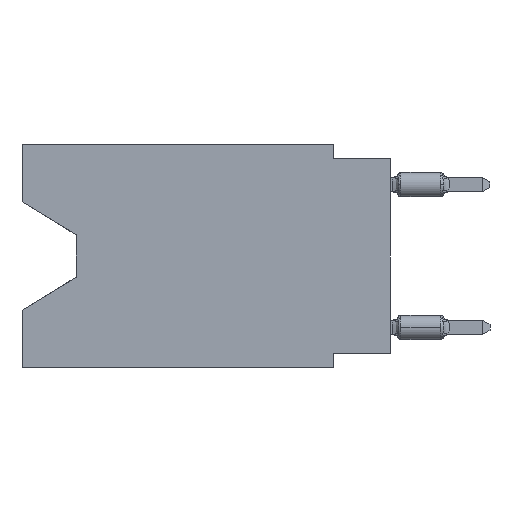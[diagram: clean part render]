
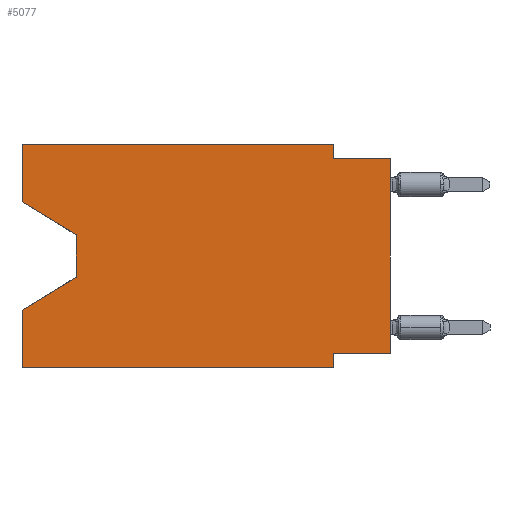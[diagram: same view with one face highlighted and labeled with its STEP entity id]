
A CAD part, left-side view. The second image highlights one B-rep face of the part: STEP entity #5077.
In plain terms, the highlighted planar face has unit normal (-1, 0, 0).
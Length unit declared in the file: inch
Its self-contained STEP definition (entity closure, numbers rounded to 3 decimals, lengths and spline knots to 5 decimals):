
#1024 = CARTESIAN_POINT ( 'NONE',  ( 0., 0.55, -0.232 ) ) ;
#2797 = DIRECTION ( 'NONE',  ( 0., 0., -1. ) ) ;
#2936 = ORIENTED_EDGE ( 'NONE', *, *, #3946, .F. ) ;
#3152 = CARTESIAN_POINT ( 'NONE',  ( 0., 0.55, -0.158 ) ) ;
#3437 = LINE ( 'NONE', #21709, #24372 ) ;
#3946 = EDGE_CURVE ( 'NONE', #36850, #48869, #49752, .T. ) ;
#4672 = EDGE_CURVE ( 'NONE', #18383, #18179, #18402, .T. ) ;
#4717 = DIRECTION ( 'NONE',  ( 0., 0., 1. ) ) ;
#5077 = ADVANCED_FACE ( 'NONE', ( #24967 ), #38758, .F. ) ;
#5290 = ORIENTED_EDGE ( 'NONE', *, *, #13367, .T. ) ;
#7653 = DIRECTION ( 'NONE',  ( 0., 0., -1. ) ) ;
#7747 = VERTEX_POINT ( 'NONE', #1024 ) ;
#7858 = VECTOR ( 'NONE', #7653, 39.37008 ) ;
#9235 = EDGE_CURVE ( 'NONE', #54609, #24364, #57943, .T. ) ;
#9765 = EDGE_CURVE ( 'NONE', #49912, #51939, #17976, .T. ) ;
#10028 = DIRECTION ( 'NONE',  ( 0., 0., -1. ) ) ;
#10153 = CARTESIAN_POINT ( 'NONE',  ( 0., 0.1, -0.39 ) ) ;
#10304 = DIRECTION ( 'NONE',  ( 0., -1., 0. ) ) ;
#13367 = EDGE_CURVE ( 'NONE', #54609, #48869, #24960, .T. ) ;
#13469 = DIRECTION ( 'NONE',  ( 0., 0., -1. ) ) ;
#15721 = VECTOR ( 'NONE', #23706, 39.37008 ) ;
#16269 = CARTESIAN_POINT ( 'NONE',  ( 0., 0.645, 0. ) ) ;
#16363 = VECTOR ( 'NONE', #45894, 39.37008 ) ;
#17566 = VERTEX_POINT ( 'NONE', #23633 ) ;
#17811 = DIRECTION ( 'NONE',  ( 0., -0.855, -0.519 ) ) ;
#17976 = LINE ( 'NONE', #26991, #39769 ) ;
#18179 = VERTEX_POINT ( 'NONE', #3152 ) ;
#18378 = VECTOR ( 'NONE', #17811, 39.37008 ) ;
#18383 = VERTEX_POINT ( 'NONE', #56150 ) ;
#18402 = LINE ( 'NONE', #22916, #18378 ) ;
#18459 = CARTESIAN_POINT ( 'NONE',  ( 0., 0.645, 0. ) ) ;
#18643 = VECTOR ( 'NONE', #35150, 39.37008 ) ;
#21414 = LINE ( 'NONE', #48706, #7858 ) ;
#21709 = CARTESIAN_POINT ( 'NONE',  ( 0., 0., 0. ) ) ;
#22001 = EDGE_CURVE ( 'NONE', #51939, #51131, #21414, .T. ) ;
#22277 = VECTOR ( 'NONE', #10028, 39.37008 ) ;
#22916 = CARTESIAN_POINT ( 'NONE',  ( 0., 0.645, -0.10025 ) ) ;
#23119 = CARTESIAN_POINT ( 'NONE',  ( 0., 0., -0.365 ) ) ;
#23633 = CARTESIAN_POINT ( 'NONE',  ( 0., 0., -0.025 ) ) ;
#23706 = DIRECTION ( 'NONE',  ( 0., -1., 0. ) ) ;
#24364 = VERTEX_POINT ( 'NONE', #50153 ) ;
#24372 = VECTOR ( 'NONE', #40011, 39.37008 ) ;
#24960 = LINE ( 'NONE', #46571, #58991 ) ;
#24967 = FACE_OUTER_BOUND ( 'NONE', #28853, .T. ) ;
#26991 = CARTESIAN_POINT ( 'NONE',  ( 0., 0.645, 0. ) ) ;
#27204 = ORIENTED_EDGE ( 'NONE', *, *, #9765, .F. ) ;
#28853 = EDGE_LOOP ( 'NONE', ( #57091, #55960, #31638, #55691, #5290, #2936, #50494, #37895, #58222, #44222, #27204, #41124 ) ) ;
#30655 = CARTESIAN_POINT ( 'NONE',  ( 0., 0.645, 0. ) ) ;
#31638 = ORIENTED_EDGE ( 'NONE', *, *, #33572, .T. ) ;
#32400 = LINE ( 'NONE', #32973, #15721 ) ;
#32790 = CARTESIAN_POINT ( 'NONE',  ( 0., 0.55, -0.158 ) ) ;
#32973 = CARTESIAN_POINT ( 'NONE',  ( 0., 0., -0.025 ) ) ;
#33253 = CARTESIAN_POINT ( 'NONE',  ( 0., 0.1, -0.025 ) ) ;
#33572 = EDGE_CURVE ( 'NONE', #7747, #24364, #59087, .T. ) ;
#35105 = CARTESIAN_POINT ( 'NONE',  ( 0., 0.55, -0.232 ) ) ;
#35150 = DIRECTION ( 'NONE',  ( 0., 0., 1. ) ) ;
#36454 = LINE ( 'NONE', #18459, #56654 ) ;
#36850 = VERTEX_POINT ( 'NONE', #58457 ) ;
#37895 = ORIENTED_EDGE ( 'NONE', *, *, #48368, .T. ) ;
#37973 = CARTESIAN_POINT ( 'NONE',  ( 0., 0.645, -0.39 ) ) ;
#38758 = PLANE ( 'NONE',  #39905 ) ;
#39769 = VECTOR ( 'NONE', #41068, 39.37008 ) ;
#39905 = AXIS2_PLACEMENT_3D ( 'NONE', #57046, #48354, #2797 ) ;
#40011 = DIRECTION ( 'NONE',  ( 0., 0., 1. ) ) ;
#40588 = EDGE_CURVE ( 'NONE', #18179, #7747, #45722, .T. ) ;
#41068 = DIRECTION ( 'NONE',  ( 0., -1., 0. ) ) ;
#41124 = ORIENTED_EDGE ( 'NONE', *, *, #49289, .F. ) ;
#41585 = CARTESIAN_POINT ( 'NONE',  ( 0., 0., -0.365 ) ) ;
#42027 = VERTEX_POINT ( 'NONE', #41585 ) ;
#44222 = ORIENTED_EDGE ( 'NONE', *, *, #22001, .F. ) ;
#45722 = LINE ( 'NONE', #32790, #22277 ) ;
#45894 = DIRECTION ( 'NONE',  ( 0., 0.855, -0.519 ) ) ;
#46571 = CARTESIAN_POINT ( 'NONE',  ( 0., 0.645, -0.39 ) ) ;
#48354 = DIRECTION ( 'NONE',  ( 1., 0., 0. ) ) ;
#48368 = EDGE_CURVE ( 'NONE', #42027, #17566, #3437, .T. ) ;
#48706 = CARTESIAN_POINT ( 'NONE',  ( 0., 0.1, 0. ) ) ;
#48869 = VERTEX_POINT ( 'NONE', #10153 ) ;
#49289 = EDGE_CURVE ( 'NONE', #18383, #49912, #36454, .T. ) ;
#49752 = LINE ( 'NONE', #54251, #50310 ) ;
#49912 = VERTEX_POINT ( 'NONE', #16269 ) ;
#50153 = CARTESIAN_POINT ( 'NONE',  ( 0., 0.645, -0.28975 ) ) ;
#50310 = VECTOR ( 'NONE', #13469, 39.37008 ) ;
#50494 = ORIENTED_EDGE ( 'NONE', *, *, #52153, .F. ) ;
#50981 = DIRECTION ( 'NONE',  ( 0., 1., 0. ) ) ;
#51131 = VERTEX_POINT ( 'NONE', #33253 ) ;
#51268 = LINE ( 'NONE', #23119, #54009 ) ;
#51939 = VERTEX_POINT ( 'NONE', #58507 ) ;
#52153 = EDGE_CURVE ( 'NONE', #42027, #36850, #51268, .T. ) ;
#52158 = EDGE_CURVE ( 'NONE', #51131, #17566, #32400, .T. ) ;
#54009 = VECTOR ( 'NONE', #50981, 39.37008 ) ;
#54251 = CARTESIAN_POINT ( 'NONE',  ( 0., 0.1, -0.39 ) ) ;
#54609 = VERTEX_POINT ( 'NONE', #37973 ) ;
#55691 = ORIENTED_EDGE ( 'NONE', *, *, #9235, .F. ) ;
#55960 = ORIENTED_EDGE ( 'NONE', *, *, #40588, .T. ) ;
#56150 = CARTESIAN_POINT ( 'NONE',  ( 0., 0.645, -0.10025 ) ) ;
#56654 = VECTOR ( 'NONE', #4717, 39.37008 ) ;
#57046 = CARTESIAN_POINT ( 'NONE',  ( 0., 0.645, 0. ) ) ;
#57091 = ORIENTED_EDGE ( 'NONE', *, *, #4672, .T. ) ;
#57943 = LINE ( 'NONE', #30655, #18643 ) ;
#58222 = ORIENTED_EDGE ( 'NONE', *, *, #52158, .F. ) ;
#58457 = CARTESIAN_POINT ( 'NONE',  ( 0., 0.1, -0.365 ) ) ;
#58507 = CARTESIAN_POINT ( 'NONE',  ( 0., 0.1, 0. ) ) ;
#58991 = VECTOR ( 'NONE', #10304, 39.37008 ) ;
#59087 = LINE ( 'NONE', #35105, #16363 ) ;
